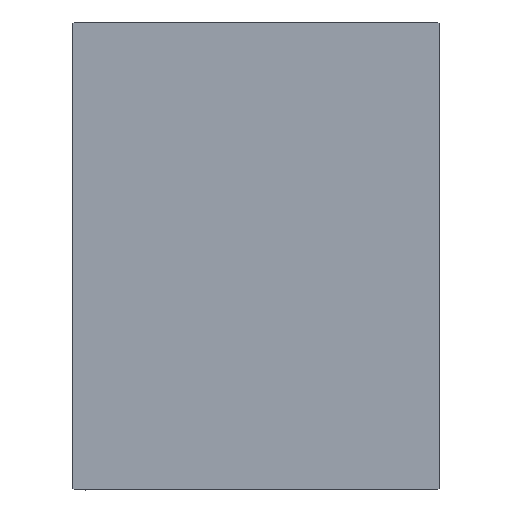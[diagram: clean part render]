
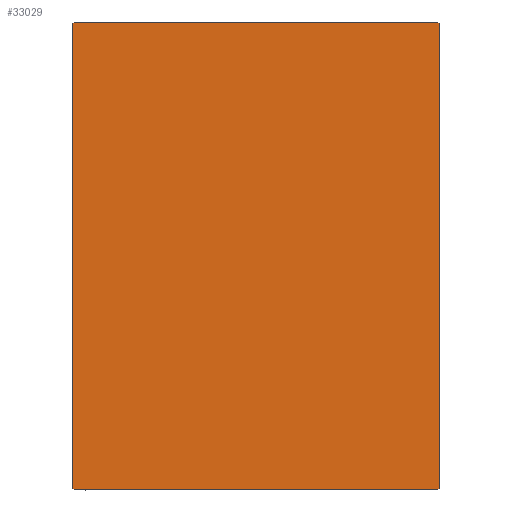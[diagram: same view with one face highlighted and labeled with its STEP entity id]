
A CAD part, left-side view. The second image highlights one B-rep face of the part: STEP entity #33029.
In plain terms, the highlighted face is planar.
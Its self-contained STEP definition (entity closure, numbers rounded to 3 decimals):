
#343 = VECTOR ( 'NONE', #39588, 1000. ) ;
#378 = VECTOR ( 'NONE', #29284, 1000. ) ;
#640 = VERTEX_POINT ( 'NONE', #30175 ) ;
#1184 = CARTESIAN_POINT ( 'NONE',  ( 108., 51.1, -51.1 ) ) ;
#1972 = DIRECTION ( 'NONE',  ( 0., -0.707, -0.707 ) ) ;
#2660 = ORIENTED_EDGE ( 'NONE', *, *, #41951, .T. ) ;
#2731 = EDGE_CURVE ( 'NONE', #6706, #37763, #17878, .T. ) ;
#3400 = CARTESIAN_POINT ( 'NONE',  ( 108., -45., 57.5 ) ) ;
#3902 = LINE ( 'NONE', #33305, #4505 ) ;
#4505 = VECTOR ( 'NONE', #39080, 1000. ) ;
#4749 = EDGE_CURVE ( 'NONE', #20163, #6706, #17423, .T. ) ;
#5693 = LINE ( 'NONE', #15156, #41089 ) ;
#6268 = VERTEX_POINT ( 'NONE', #32409 ) ;
#6706 = VERTEX_POINT ( 'NONE', #26043 ) ;
#6975 = ORIENTED_EDGE ( 'NONE', *, *, #4749, .T. ) ;
#7328 = ORIENTED_EDGE ( 'NONE', *, *, #29887, .T. ) ;
#7337 = CARTESIAN_POINT ( 'NONE',  ( 108., 45., 57.5 ) ) ;
#7599 = DIRECTION ( 'NONE',  ( 0., 0., 1. ) ) ;
#7831 = ORIENTED_EDGE ( 'NONE', *, *, #2731, .T. ) ;
#8993 = VERTEX_POINT ( 'NONE', #13515 ) ;
#9031 = EDGE_LOOP ( 'NONE', ( #34957, #2660, #20580, #7328, #6975, #7831, #39702, #42240 ) ) ;
#10220 = VERTEX_POINT ( 'NONE', #28860 ) ;
#10549 = VECTOR ( 'NONE', #7599, 1000. ) ;
#13515 = CARTESIAN_POINT ( 'NONE',  ( 108., 45., 57.2 ) ) ;
#13636 = LINE ( 'NONE', #1184, #343 ) ;
#14406 = DIRECTION ( 'NONE',  ( 0., -1., 0. ) ) ;
#15156 = CARTESIAN_POINT ( 'NONE',  ( 108., 51.1, 51.1 ) ) ;
#17384 = AXIS2_PLACEMENT_3D ( 'NONE', #17988, #34705, #27858 ) ;
#17423 = LINE ( 'NONE', #7337, #40994 ) ;
#17878 = LINE ( 'NONE', #18290, #19232 ) ;
#17988 = CARTESIAN_POINT ( 'NONE',  ( 108., 0., 0. ) ) ;
#18290 = CARTESIAN_POINT ( 'NONE',  ( 108., -51.1, 51.1 ) ) ;
#18371 = LINE ( 'NONE', #35720, #378 ) ;
#19232 = VECTOR ( 'NONE', #1972, 1000. ) ;
#20163 = VERTEX_POINT ( 'NONE', #20306 ) ;
#20306 = CARTESIAN_POINT ( 'NONE',  ( 108., 44.7, 57.5 ) ) ;
#20371 = EDGE_CURVE ( 'NONE', #10220, #8993, #29705, .T. ) ;
#20580 = ORIENTED_EDGE ( 'NONE', *, *, #20371, .T. ) ;
#21625 = PLANE ( 'NONE',  #17384 ) ;
#23489 = CARTESIAN_POINT ( 'NONE',  ( 108., 45., -57.5 ) ) ;
#25266 = EDGE_CURVE ( 'NONE', #640, #6268, #3902, .T. ) ;
#26043 = CARTESIAN_POINT ( 'NONE',  ( 108., -44.7, 57.5 ) ) ;
#27858 = DIRECTION ( 'NONE',  ( 0., 0., -1. ) ) ;
#28058 = FACE_OUTER_BOUND ( 'NONE', #9031, .T. ) ;
#28326 = VERTEX_POINT ( 'NONE', #31939 ) ;
#28860 = CARTESIAN_POINT ( 'NONE',  ( 108., 45., -57.2 ) ) ;
#29064 = CARTESIAN_POINT ( 'NONE',  ( 108., -45., 57.2 ) ) ;
#29284 = DIRECTION ( 'NONE',  ( 0., 0.707, -0.707 ) ) ;
#29581 = LINE ( 'NONE', #3400, #40675 ) ;
#29705 = LINE ( 'NONE', #23489, #10549 ) ;
#29887 = EDGE_CURVE ( 'NONE', #8993, #20163, #5693, .T. ) ;
#30175 = CARTESIAN_POINT ( 'NONE',  ( 108., -44.7, -57.5 ) ) ;
#31882 = EDGE_CURVE ( 'NONE', #37763, #28326, #29581, .T. ) ;
#31939 = CARTESIAN_POINT ( 'NONE',  ( 108., -45., -57.2 ) ) ;
#32409 = CARTESIAN_POINT ( 'NONE',  ( 108., 44.7, -57.5 ) ) ;
#33029 = ADVANCED_FACE ( 'NONE', ( #28058 ), #21625, .T. ) ;
#33305 = CARTESIAN_POINT ( 'NONE',  ( 108., -45., -57.5 ) ) ;
#34705 = DIRECTION ( 'NONE',  ( 1., 0., 0. ) ) ;
#34957 = ORIENTED_EDGE ( 'NONE', *, *, #25266, .T. ) ;
#35720 = CARTESIAN_POINT ( 'NONE',  ( 108., -51.1, -51.1 ) ) ;
#36238 = DIRECTION ( 'NONE',  ( 0., 0., -1. ) ) ;
#37763 = VERTEX_POINT ( 'NONE', #29064 ) ;
#39080 = DIRECTION ( 'NONE',  ( 0., 1., 0. ) ) ;
#39588 = DIRECTION ( 'NONE',  ( 0., 0.707, 0.707 ) ) ;
#39702 = ORIENTED_EDGE ( 'NONE', *, *, #31882, .T. ) ;
#40675 = VECTOR ( 'NONE', #36238, 1000. ) ;
#40994 = VECTOR ( 'NONE', #14406, 1000. ) ;
#41089 = VECTOR ( 'NONE', #41531, 1000. ) ;
#41531 = DIRECTION ( 'NONE',  ( 0., -0.707, 0.707 ) ) ;
#41781 = EDGE_CURVE ( 'NONE', #28326, #640, #18371, .T. ) ;
#41951 = EDGE_CURVE ( 'NONE', #6268, #10220, #13636, .T. ) ;
#42240 = ORIENTED_EDGE ( 'NONE', *, *, #41781, .T. ) ;
